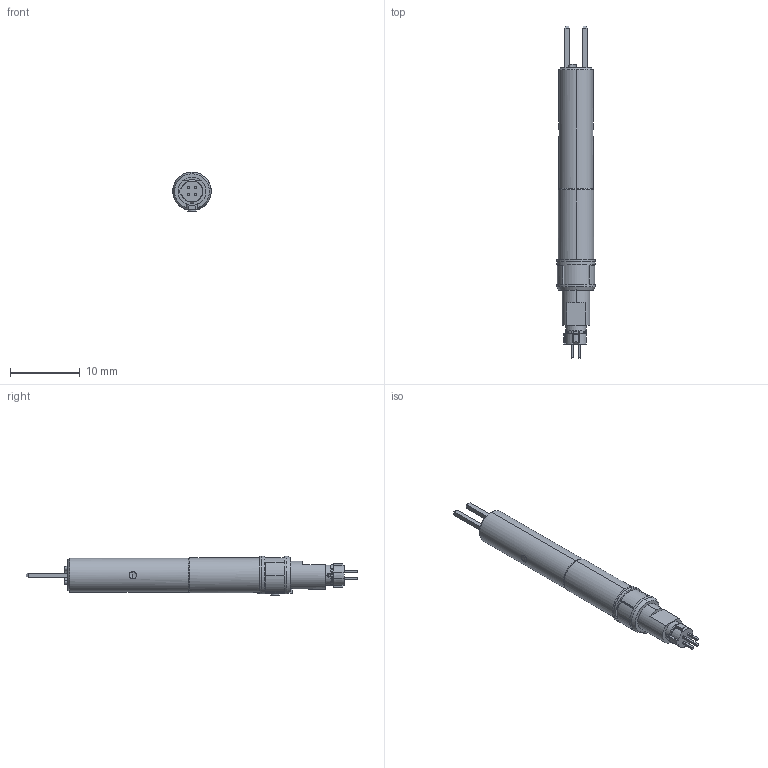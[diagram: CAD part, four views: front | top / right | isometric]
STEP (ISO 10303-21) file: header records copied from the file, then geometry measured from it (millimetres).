
FILE_DESCRIPTION (( 'STEP AP214' ), '1' );
FILE_NAME ('INGUN_108700.STEP', '2021-03-25T14:28:49', ( '' ), ( '' ), 'SwSTEP 2.0', 'SolidWorks 2018', '' );
FILE_SCHEMA (( 'AUTOMOTIVE_DESIGN' ));
Length unit declared in the file: millimetre
Products named in the file (4): 108708~0_S; INGUN_108700; 108709~0_S; 108707~0_S
Assembly tree (3 placements, depth 2):
  INGUN_108700
    108709~0_S
    108708~0_S
    108707~0_S
Bounding box: 5.5 x 47.6 x 5.7 mm (x, y, z)
Volume: 512 mm3; surface area: 1696.3 mm2
Topology: 2 solids, 10 shells, 341 faces, 921 edges, 606 vertices
Faces by surface type: plane 186, bspline 114, cylinder 31, cone 6, torus 4
Entity records: 19097 total; most frequent: CARTESIAN_POINT 10890, ORIENTED_EDGE 1808, DIRECTION 1091, EDGE_CURVE 905, VERTEX_POINT 606, LINE 443, VECTOR 443, EDGE_LOOP 366
